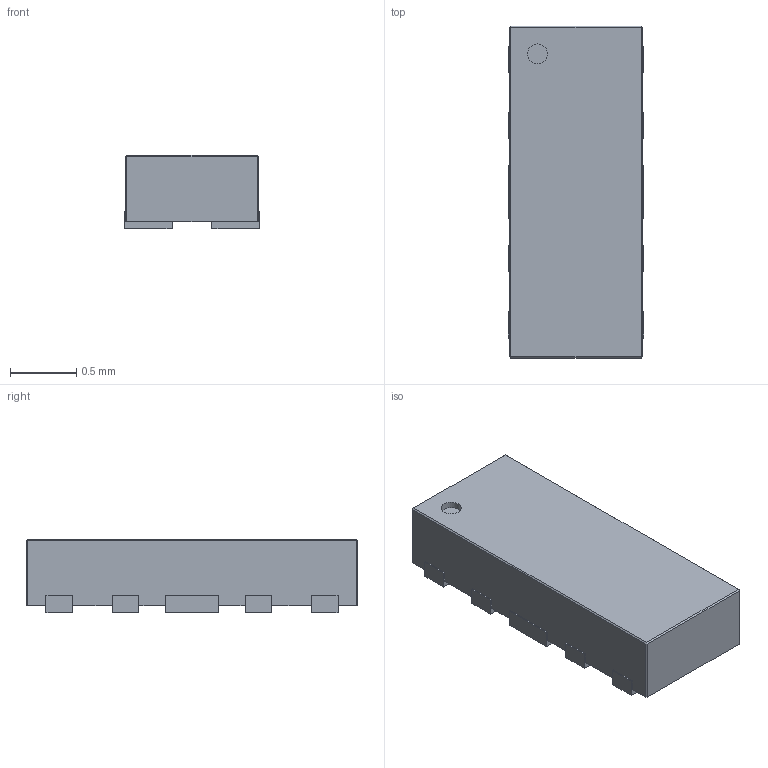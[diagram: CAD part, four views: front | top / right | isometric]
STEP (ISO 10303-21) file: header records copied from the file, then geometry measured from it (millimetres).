
FILE_DESCRIPTION(/* description */ (''),/* implementation_level */ '2;1');
FILE_NAME(/* name */ 'onsemi_517BB-01 v4.step',/* time_stamp */ '2022-02-13T17:50:18+10:00',/* author */ (''),/* organization */ (''),/* preprocessor_version */ 'ST-DEVELOPER v18.1',/* originating_system */ 'Autodesk Translation Framework v10.13.0.1454',/* authorisation */ '');
FILE_SCHEMA (('AUTOMOTIVE_DESIGN { 1 0 10303 214 3 1 1 }'));
Length unit declared in the file: millimetre
Products named in the file (4): onsemi_517BB-01; onsemi_515AH; Body; Leg
Assembly tree (3 placements, depth 3):
  onsemi_517BB-01
    onsemi_515AH
      Body
      Leg
Bounding box: 1.02 x 2.5 x 0.55 mm (x, y, z)
Volume: 1.3 mm3; surface area: 12.3 mm2
Topology: 11 solids, 11 shells, 120 faces, 279 edges, 182 vertices
Faces by surface type: plane 119, cylinder 1
Full cylindrical faces by diameter (mm): 0.15 x1
Entity records: 3448 total; most frequent: CARTESIAN_POINT 589, ORIENTED_EDGE 558, DIRECTION 537, EDGE_CURVE 279, LINE 277, VECTOR 277, VERTEX_POINT 182, AXIS2_PLACEMENT_3D 130
